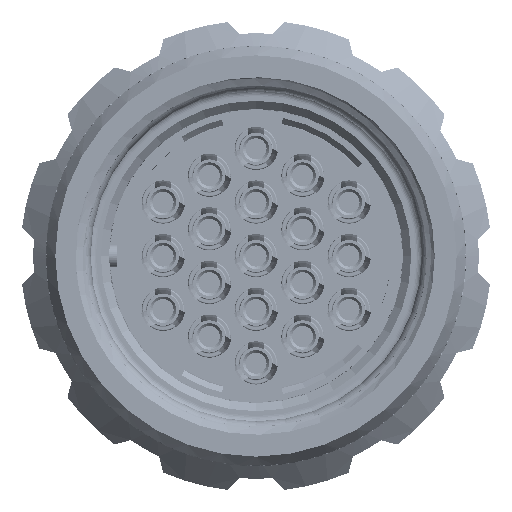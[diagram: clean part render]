
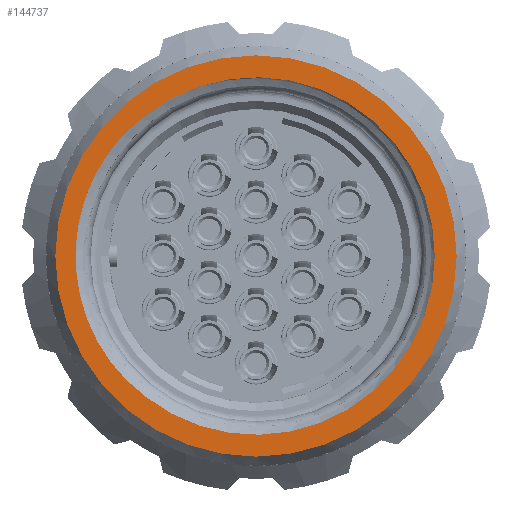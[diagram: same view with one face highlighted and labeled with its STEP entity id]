
A CAD part, left-side view. The second image highlights one B-rep face of the part: STEP entity #144737.
In plain terms, the highlighted planar face has unit normal (-1, 0, 0).
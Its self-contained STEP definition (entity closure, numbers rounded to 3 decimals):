
#8777=CARTESIAN_POINT('',(-13.05,0.,0.));
#8778=DIRECTION('',(-1.,0.,0.));
#8779=DIRECTION('',(0.,1.,0.));
#8780=AXIS2_PLACEMENT_3D('',#8777,#8778,#8779);
#8782=CARTESIAN_POINT('',(-13.05,0.,0.));
#8783=DIRECTION('',(1.,0.,0.));
#8784=DIRECTION('',(0.,1.,0.));
#8785=AXIS2_PLACEMENT_3D('',#8782,#8783,#8784);
#8787=CARTESIAN_POINT('',(-13.05,7.989,7.62));
#8788=CARTESIAN_POINT('',(-13.05,7.894,7.714));
#8789=CARTESIAN_POINT('',(-13.05,7.702,7.899));
#8790=CARTESIAN_POINT('',(-13.05,7.403,8.166));
#8791=CARTESIAN_POINT('',(-13.05,7.096,8.422));
#8792=CARTESIAN_POINT('',(-13.05,6.885,8.584));
#8793=CARTESIAN_POINT('',(-13.05,6.778,8.664));
#8795=CARTESIAN_POINT('',(-13.05,7.989,-7.62));
#8796=CARTESIAN_POINT('',(-13.05,8.075,-7.534));
#8797=CARTESIAN_POINT('',(-13.05,8.245,-7.357));
#8798=CARTESIAN_POINT('',(-13.05,8.499,-7.075));
#8799=CARTESIAN_POINT('',(-13.05,8.744,-6.78));
#8800=CARTESIAN_POINT('',(-13.05,8.981,-6.473));
#8801=CARTESIAN_POINT('',(-13.05,9.208,-6.156));
#8802=CARTESIAN_POINT('',(-13.05,9.424,-5.829));
#8803=CARTESIAN_POINT('',(-13.05,9.628,-5.493));
#8804=CARTESIAN_POINT('',(-13.05,9.821,-5.149));
#8805=CARTESIAN_POINT('',(-13.05,10.001,-4.797));
#8806=CARTESIAN_POINT('',(-13.05,10.169,-4.439));
#8807=CARTESIAN_POINT('',(-13.05,10.324,-4.074));
#8808=CARTESIAN_POINT('',(-13.05,10.465,-3.703));
#8809=CARTESIAN_POINT('',(-13.05,10.593,-3.328));
#8810=CARTESIAN_POINT('',(-13.05,10.707,-2.947));
#8811=CARTESIAN_POINT('',(-13.05,10.808,-2.562));
#8812=CARTESIAN_POINT('',(-13.05,10.894,-2.174));
#8813=CARTESIAN_POINT('',(-13.05,10.966,-1.783));
#8814=CARTESIAN_POINT('',(-13.05,11.024,-1.389));
#8815=CARTESIAN_POINT('',(-13.05,11.067,-0.994));
#8816=CARTESIAN_POINT('',(-13.05,11.096,-0.597));
#8817=CARTESIAN_POINT('',(-13.05,11.111,-0.199));
#8818=CARTESIAN_POINT('',(-13.05,11.111,0.199));
#8819=CARTESIAN_POINT('',(-13.05,11.096,0.597));
#8820=CARTESIAN_POINT('',(-13.05,11.067,0.994));
#8821=CARTESIAN_POINT('',(-13.05,11.024,1.389));
#8822=CARTESIAN_POINT('',(-13.05,10.966,1.783));
#8823=CARTESIAN_POINT('',(-13.05,10.894,2.174));
#8824=CARTESIAN_POINT('',(-13.05,10.808,2.562));
#8825=CARTESIAN_POINT('',(-13.05,10.707,2.947));
#8826=CARTESIAN_POINT('',(-13.05,10.593,3.328));
#8827=CARTESIAN_POINT('',(-13.05,10.465,3.704));
#8828=CARTESIAN_POINT('',(-13.05,10.324,4.074));
#8829=CARTESIAN_POINT('',(-13.05,10.169,4.439));
#8830=CARTESIAN_POINT('',(-13.05,10.001,4.797));
#8831=CARTESIAN_POINT('',(-13.05,9.821,5.149));
#8832=CARTESIAN_POINT('',(-13.05,9.628,5.493));
#8833=CARTESIAN_POINT('',(-13.05,9.424,5.829));
#8834=CARTESIAN_POINT('',(-13.05,9.208,6.156));
#8835=CARTESIAN_POINT('',(-13.05,8.981,6.473));
#8836=CARTESIAN_POINT('',(-13.05,8.744,6.78));
#8837=CARTESIAN_POINT('',(-13.05,8.499,7.075));
#8838=CARTESIAN_POINT('',(-13.05,8.245,7.357));
#8839=CARTESIAN_POINT('',(-13.05,8.075,7.534));
#8840=CARTESIAN_POINT('',(-13.05,7.989,7.62));
#8842=CARTESIAN_POINT('',(-13.05,6.778,-8.664));
#8843=CARTESIAN_POINT('',(-13.05,6.885,-8.584));
#8844=CARTESIAN_POINT('',(-13.05,7.096,-8.422));
#8845=CARTESIAN_POINT('',(-13.05,7.403,-8.166));
#8846=CARTESIAN_POINT('',(-13.05,7.702,-7.899));
#8847=CARTESIAN_POINT('',(-13.05,7.894,-7.714));
#8848=CARTESIAN_POINT('',(-13.05,7.989,-7.62));
#9028=CARTESIAN_POINT('',(-13.05,0.,0.));
#9029=DIRECTION('',(1.,0.,0.));
#9030=DIRECTION('',(0.,0.616,0.788));
#9031=AXIS2_PLACEMENT_3D('',#9028,#9029,#9030);
#112041=CARTESIAN_POINT('',(-13.05,12.348,0.));
#112043=VERTEX_POINT('',#112041);
#112052=CARTESIAN_POINT('',(-13.05,-12.348,0.));
#112053=VERTEX_POINT('',#112052);
#112311=VERTEX_POINT('',#8795);
#112312=VERTEX_POINT('',#8840);
#112313=VERTEX_POINT('',#8793);
#112314=VERTEX_POINT('',#8842);
#144718=CARTESIAN_POINT('',(-13.05,0.,0.));
#144719=DIRECTION('',(1.,0.,0.));
#144720=DIRECTION('',(0.,-1.,0.));
#144721=AXIS2_PLACEMENT_3D('',#144718,#144719,#144720);
#144722=PLANE('245',#144721);
#144723=ORIENTED_EDGE('9123',*,*,#130673,.F.);
#144724=ORIENTED_EDGE('9113',*,*,#144097,.T.);
#144725=EDGE_LOOP('245',(#144723,#144724));
#144726=FACE_OUTER_BOUND('245',#144725,.F.);
#144728=ORIENTED_EDGE('9409',*,*,#144727,.F.);
#144730=ORIENTED_EDGE('9400',*,*,#144729,.F.);
#144732=ORIENTED_EDGE('9399',*,*,#144731,.F.);
#144734=ORIENTED_EDGE('9401',*,*,#144733,.F.);
#144735=EDGE_LOOP('245',(#144728,#144730,#144732,#144734));
#144736=FACE_BOUND('245',#144735,.F.);
#8781=CIRCLE('9123',#8780,12.348);
#8786=CIRCLE('9113',#8785,12.348);
#8794=B_SPLINE_CURVE_WITH_KNOTS('9400',3,(#8787,#8788,#8789,#8790,#8791,#8792,
#8793),.UNSPECIFIED.,.F.,.F.,(4,1,1,1,4),(0.,0.25,0.5,0.75,1.),
.UNSPECIFIED.);
#8841=B_SPLINE_CURVE_WITH_KNOTS('9399',3,(#8795,#8796,#8797,#8798,#8799,#8800,
#8801,#8802,#8803,#8804,#8805,#8806,#8807,#8808,#8809,#8810,#8811,#8812,#8813,
#8814,#8815,#8816,#8817,#8818,#8819,#8820,#8821,#8822,#8823,#8824,#8825,#8826,
#8827,#8828,#8829,#8830,#8831,#8832,#8833,#8834,#8835,#8836,#8837,#8838,#8839,
#8840),.UNSPECIFIED.,.F.,.F.,(4,1,1,1,1,1,1,1,1,1,1,1,1,1,1,1,1,1,1,1,1,1,1,1,1,
1,1,1,1,1,1,1,1,1,1,1,1,1,1,1,1,1,1,4),(0.,0.023,
0.047,0.07,0.093,0.116,
0.14,0.163,0.186,0.209,
0.233,0.256,0.279,0.302,
0.326,0.349,0.372,0.395,
0.419,0.442,0.465,0.488,
0.512,0.535,0.558,0.581,
0.605,0.628,0.651,0.674,
0.698,0.721,0.744,0.767,
0.791,0.814,0.837,0.86,
0.884,0.907,0.93,0.953,
0.977,1.),.UNSPECIFIED.);
#8849=B_SPLINE_CURVE_WITH_KNOTS('9401',3,(#8842,#8843,#8844,#8845,#8846,#8847,
#8848),.UNSPECIFIED.,.F.,.F.,(4,1,1,1,4),(0.,0.25,0.5,0.75,1.),
.UNSPECIFIED.);
#9032=CIRCLE('9409',#9031,11.);
#130673=EDGE_CURVE('9123',#112043,#112053,#8781,.T.);
#144097=EDGE_CURVE('9113',#112043,#112053,#8786,.T.);
#144727=EDGE_CURVE('9409',#112313,#112314,#9032,.T.);
#144729=EDGE_CURVE('9400',#112312,#112313,#8794,.T.);
#144731=EDGE_CURVE('9399',#112311,#112312,#8841,.T.);
#144733=EDGE_CURVE('9401',#112314,#112311,#8849,.T.);
#144737=ADVANCED_FACE('245',(#144726,#144736),#144722,.F.);
